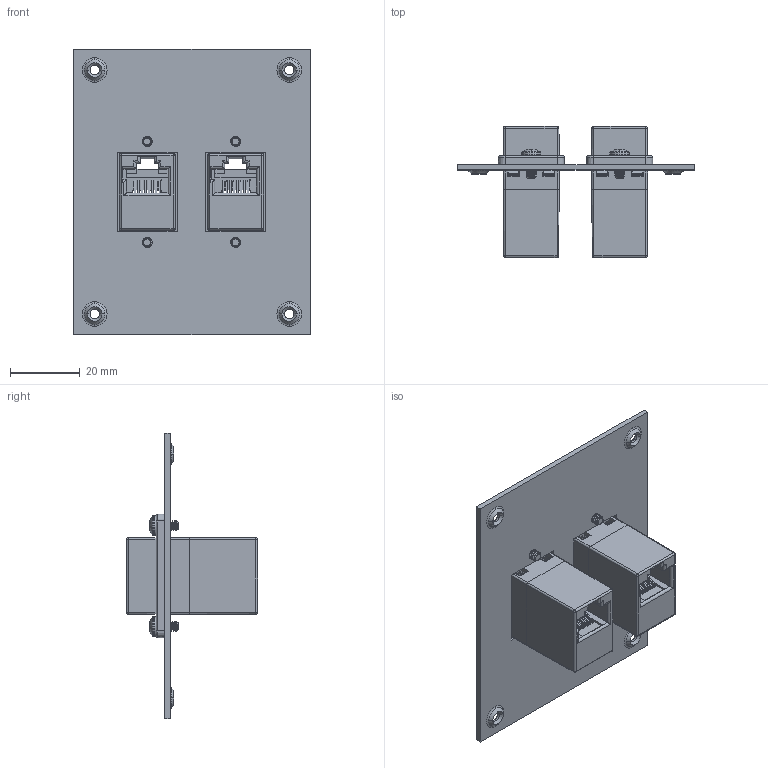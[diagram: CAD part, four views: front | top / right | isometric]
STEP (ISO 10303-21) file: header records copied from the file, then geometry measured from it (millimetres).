
FILE_DESCRIPTION (( 'STEP AP214' ), '1' );
FILE_NAME ('USP2ECFB8SKB.STEP', '2019-05-14T18:03:31', ( '' ), ( '' ), 'SwSTEP 2.0', 'SolidWorks 2018', '' );
FILE_SCHEMA (( 'AUTOMOTIVE_DESIGN' ));
Length unit declared in the file: inch
Products named in the file (12): 1AR06-001; 1AG02-002___; 1BC01-113_1BC01-114-COPY DCE ROUTE; 91772A106_91772A106; 1AG01-051___; ECF5048SK-FA1_ECF5048SK-FA1; 1AG01-354_with flange; ECF5048SK-MA1___; USP2ECFB8SKB; ECF5048SK-IV_ECF5048SK-IV; 1AG02-001___; 1AG01-355_no logo
Assembly tree (22 placements, depth 5):
  USP2ECFB8SKB
    1AR06-001
    ECF5048SK-IV_ECF5048SK-IV  x2
      1AG01-354_with flange
      1AG01-355_no logo
      ECF5048SK-FA1_ECF5048SK-FA1
        ECF5048SK-MA1___  x2
          1AG01-051___
          1AG02-002___
          1AG02-001___
        1BC01-113_1BC01-114-COPY DCE ROUTE
    91772A106_91772A106  x4
Bounding box: 68.07 x 37.7 x 82.04 mm (x, y, z)
Volume: 20861.1 mm3; surface area: 32024.8 mm2
Topology: 79 solids, 79 shells, 4382 faces, 11450 edges, 7382 vertices
Faces by surface type: plane 2760, cylinder 852, bspline 598, cone 84, sphere 48, torus 40
Entity records: 75485 total; most frequent: CARTESIAN_POINT 28784, ORIENTED_EDGE 9582, DIRECTION 7541, EDGE_CURVE 4791, VECTOR 3363, LINE 3363, VERTEX_POINT 3144, AXIS2_PLACEMENT_3D 2089
